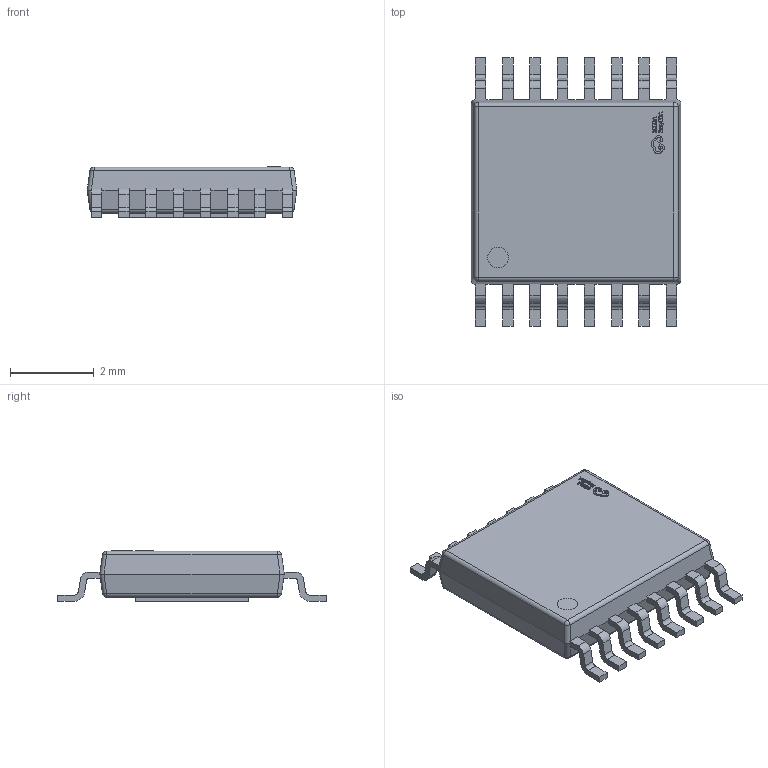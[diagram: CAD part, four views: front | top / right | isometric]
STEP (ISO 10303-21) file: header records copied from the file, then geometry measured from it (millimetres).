
FILE_DESCRIPTION (( 'STEP AP214' ), '1' );
FILE_NAME ('HTSSOP-16_L5.0-W4.4-P0.65-LS6.4-BL-EP-A.STEP', '2023-08-20T01:28:05', ( '' ), ( '' ), 'SwSTEP 2.0', 'SolidWorks 2020', '' );
FILE_SCHEMA (( 'AUTOMOTIVE_DESIGN' ));
Length unit declared in the file: millimetre
Products named in the file (1): HTSSOP-16_L5.0-W4.4-P0.65-LS6.4-BL-EP-A
Bounding box: 5 x 6.4 x 1.21 mm (x, y, z)
Volume: 25 mm3; surface area: 79.4 mm2
Topology: 1 solids, 1 shells, 482 faces, 1345 edges, 886 vertices
Faces by surface type: plane 294, bspline 98, cylinder 82, sphere 8
Entity records: 21197 total; most frequent: CARTESIAN_POINT 4080, ORIENTED_EDGE 2690, DIRECTION 2051, EDGE_CURVE 1345, VECTOR 969, LINE 969, VERTEX_POINT 886, AXIS2_PLACEMENT_3D 541
